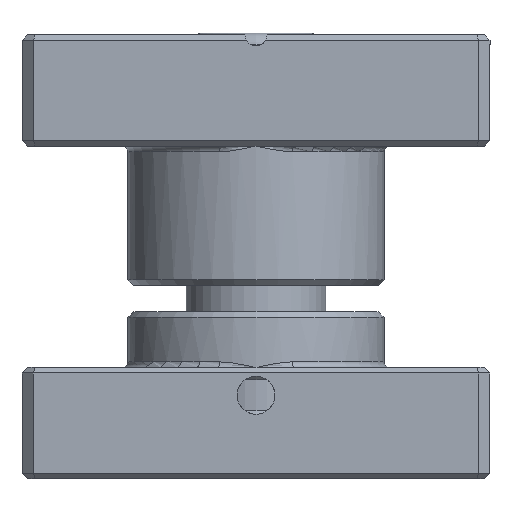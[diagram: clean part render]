
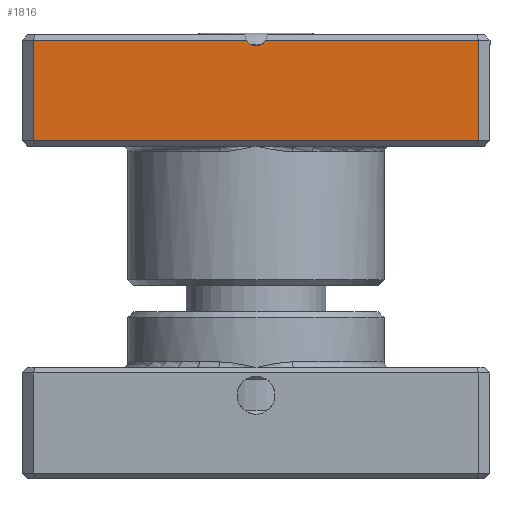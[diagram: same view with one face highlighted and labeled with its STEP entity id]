
A CAD part, front view. The second image highlights one B-rep face of the part: STEP entity #1816.
In plain terms, the highlighted planar face has unit normal (0, -1, 0).
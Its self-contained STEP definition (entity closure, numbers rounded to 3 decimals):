
#68 = DIRECTION ( 'NONE',  ( 0., 0., -1. ) ) ;
#230 = VECTOR ( 'NONE', #6411, 1000. ) ;
#243 = CARTESIAN_POINT ( 'NONE',  ( 0., -24., 0. ) ) ;
#434 = CARTESIAN_POINT ( 'NONE',  ( 40., -24., 19. ) ) ;
#443 = ORIENTED_EDGE ( 'NONE', *, *, #2153, .T. ) ;
#471 = VECTOR ( 'NONE', #4325, 1000. ) ;
#478 = CARTESIAN_POINT ( 'NONE',  ( 40., -24., 20. ) ) ;
#512 = EDGE_LOOP ( 'NONE', ( #443, #6294, #951, #1125, #7020, #4714 ) ) ;
#609 = CARTESIAN_POINT ( 'NONE',  ( -40., -24., 20. ) ) ;
#735 = CARTESIAN_POINT ( 'NONE',  ( 40., -24., 1. ) ) ;
#794 = DIRECTION ( 'NONE',  ( 0., 0., -1. ) ) ;
#841 = LINE ( 'NONE', #609, #2136 ) ;
#853 = VERTEX_POINT ( 'NONE', #2164 ) ;
#863 = CARTESIAN_POINT ( 'NONE',  ( -40., -24., 20. ) ) ;
#951 = ORIENTED_EDGE ( 'NONE', *, *, #5257, .F. ) ;
#1047 = CARTESIAN_POINT ( 'NONE',  ( -40., -24., 1. ) ) ;
#1052 = AXIS2_PLACEMENT_3D ( 'NONE', #243, #4092, #794 ) ;
#1061 = VECTOR ( 'NONE', #1613, 1000. ) ;
#1125 = ORIENTED_EDGE ( 'NONE', *, *, #1327, .T. ) ;
#1327 = EDGE_CURVE ( 'NONE', #5181, #4314, #2510, .T. ) ;
#1422 = PLANE ( 'NONE',  #6837 ) ;
#1613 = DIRECTION ( 'NONE',  ( 1., 0., 0. ) ) ;
#1741 = EDGE_CURVE ( 'NONE', #3741, #853, #2976, .T. ) ;
#1816 = ADVANCED_FACE ( 'NONE', ( #4103 ), #1422, .F. ) ;
#2136 = VECTOR ( 'NONE', #68, 1000. ) ;
#2153 = EDGE_CURVE ( 'NONE', #4561, #3741, #841, .T. ) ;
#2160 = CARTESIAN_POINT ( 'NONE',  ( -40., -24., 1. ) ) ;
#2164 = CARTESIAN_POINT ( 'NONE',  ( -1.732, -24., 1. ) ) ;
#2510 = LINE ( 'NONE', #2160, #1061 ) ;
#2602 = CARTESIAN_POINT ( 'NONE',  ( -40., -24., 1. ) ) ;
#2890 = CARTESIAN_POINT ( 'NONE',  ( -40., -24., 19. ) ) ;
#2933 = CARTESIAN_POINT ( 'NONE',  ( 1.732, -24., 1. ) ) ;
#2976 = LINE ( 'NONE', #2602, #230 ) ;
#3040 = DIRECTION ( 'NONE',  ( 0., 1., 0. ) ) ;
#3616 = CIRCLE ( 'NONE', #1052, 2. ) ;
#3741 = VERTEX_POINT ( 'NONE', #1047 ) ;
#4092 = DIRECTION ( 'NONE',  ( 0., -1., 0. ) ) ;
#4103 = FACE_OUTER_BOUND ( 'NONE', #512, .T. ) ;
#4138 = EDGE_CURVE ( 'NONE', #6769, #4314, #4844, .T. ) ;
#4314 = VERTEX_POINT ( 'NONE', #735 ) ;
#4325 = DIRECTION ( 'NONE',  ( 0., 0., -1. ) ) ;
#4561 = VERTEX_POINT ( 'NONE', #5322 ) ;
#4714 = ORIENTED_EDGE ( 'NONE', *, *, #6530, .T. ) ;
#4844 = LINE ( 'NONE', #478, #471 ) ;
#4947 = VECTOR ( 'NONE', #6140, 1000. ) ;
#5181 = VERTEX_POINT ( 'NONE', #2933 ) ;
#5243 = DIRECTION ( 'NONE',  ( 0., 0., 1. ) ) ;
#5257 = EDGE_CURVE ( 'NONE', #5181, #853, #3616, .T. ) ;
#5322 = CARTESIAN_POINT ( 'NONE',  ( -40., -24., 19. ) ) ;
#6140 = DIRECTION ( 'NONE',  ( -1., 0., 0. ) ) ;
#6294 = ORIENTED_EDGE ( 'NONE', *, *, #1741, .T. ) ;
#6386 = LINE ( 'NONE', #2890, #4947 ) ;
#6411 = DIRECTION ( 'NONE',  ( 1., 0., 0. ) ) ;
#6530 = EDGE_CURVE ( 'NONE', #6769, #4561, #6386, .T. ) ;
#6769 = VERTEX_POINT ( 'NONE', #434 ) ;
#6837 = AXIS2_PLACEMENT_3D ( 'NONE', #863, #3040, #5243 ) ;
#7020 = ORIENTED_EDGE ( 'NONE', *, *, #4138, .F. ) ;
